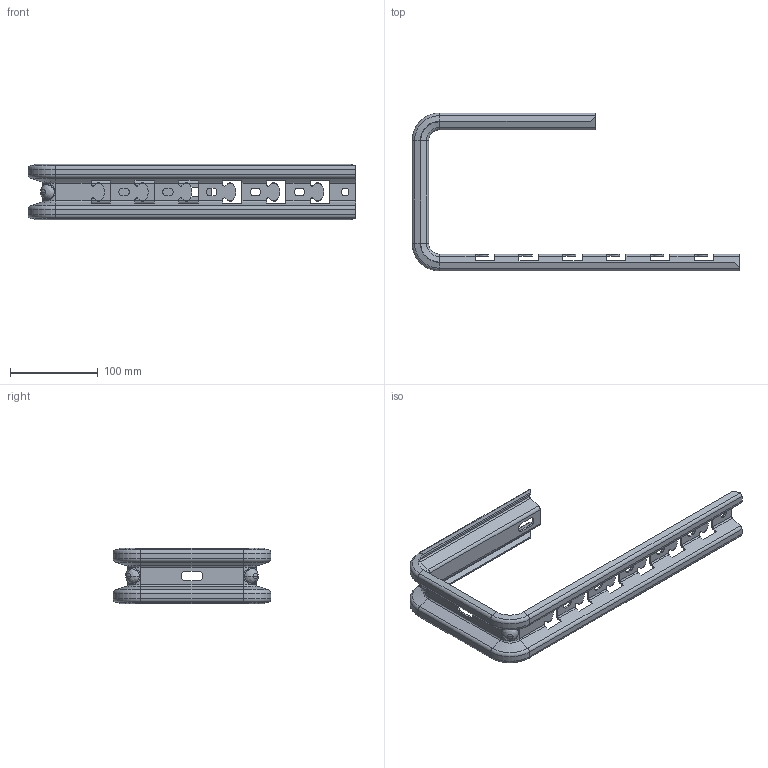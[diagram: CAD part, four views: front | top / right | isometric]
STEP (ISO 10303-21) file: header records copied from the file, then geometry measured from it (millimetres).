
FILE_DESCRIPTION((''),'2;1');
FILE_NAME('WFCS300_900830_PRT','2018-11-16T11:59:44',('tomasz.grudniewski'),(''),'CREO PARAMETRIC BY PTC INC, 2018260','CREO PARAMETRIC BY PTC INC, 2018260','');
FILE_SCHEMA(('CONFIG_CONTROL_DESIGN'));
Length unit declared in the file: millimetre
Products named in the file (1): WFCS300_900830_PRT
Bounding box: 374 x 180 x 63.43 mm (x, y, z)
Volume: 127400.9 mm3; surface area: 133158.2 mm2
Topology: 1 solids, 1 shells, 850 faces, 2228 edges, 1376 vertices
Faces by surface type: plane 588, cylinder 182, bspline 28, torus 24, cone 20, sphere 8
Entity records: 33524 total; most frequent: CARTESIAN_POINT 12596, ORIENTED_EDGE 4440, DIRECTION 4192, EDGE_CURVE 2220, VECTOR 1780, LINE 1780, VERTEX_POINT 1376, AXIS2_PLACEMENT_3D 1206
